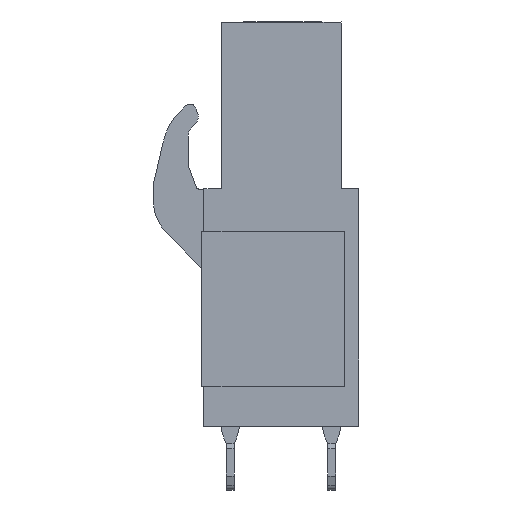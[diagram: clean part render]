
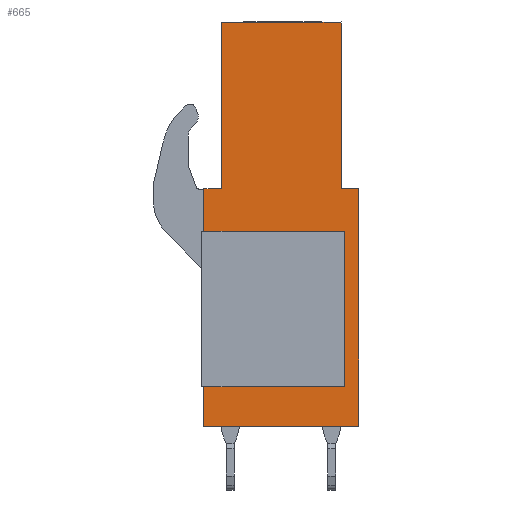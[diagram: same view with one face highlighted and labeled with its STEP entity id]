
A CAD part, left-side view. The second image highlights one B-rep face of the part: STEP entity #665.
In plain terms, the highlighted planar face has unit normal (-1, 0, 0).
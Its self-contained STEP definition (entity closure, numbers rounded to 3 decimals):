
#592=AXIS2_PLACEMENT_3D('Plane Axis2P3D',#589,#590,#591) ;
#36=CARTESIAN_POINT('Line Origine',(1.,3.875,23.45)) ;
#40=CARTESIAN_POINT('Vertex',(1.,0.875,23.45)) ;
#42=CARTESIAN_POINT('Vertex',(1.,6.875,23.45)) ;
#481=CARTESIAN_POINT('Vertex',(1.,7.75,3.2)) ;
#484=CARTESIAN_POINT('Line Origine',(1.,7.75,4.437)) ;
#488=CARTESIAN_POINT('Vertex',(1.,7.75,5.675)) ;
#495=CARTESIAN_POINT('Vertex',(1.,7.75,12.475)) ;
#498=CARTESIAN_POINT('Line Origine',(1.,7.75,13.787)) ;
#502=CARTESIAN_POINT('Vertex',(1.,7.75,15.1)) ;
#589=CARTESIAN_POINT('Axis2P3D Location',(1.,0.,0.)) ;
#594=CARTESIAN_POINT('Line Origine',(1.,4.225,12.475)) ;
#598=CARTESIAN_POINT('Vertex',(1.,0.7,12.475)) ;
#601=CARTESIAN_POINT('Line Origine',(1.,0.7,9.075)) ;
#605=CARTESIAN_POINT('Vertex',(1.,0.7,5.675)) ;
#608=CARTESIAN_POINT('Line Origine',(1.,4.225,5.675)) ;
#613=CARTESIAN_POINT('Line Origine',(1.,3.875,3.2)) ;
#617=CARTESIAN_POINT('Vertex',(1.,0.,3.2)) ;
#620=CARTESIAN_POINT('Line Origine',(1.,0.,9.15)) ;
#624=CARTESIAN_POINT('Vertex',(1.,0.,15.1)) ;
#627=CARTESIAN_POINT('Line Origine',(1.,0.438,15.1)) ;
#631=CARTESIAN_POINT('Vertex',(1.,0.875,15.1)) ;
#634=CARTESIAN_POINT('Line Origine',(1.,0.875,19.275)) ;
#639=CARTESIAN_POINT('Line Origine',(1.,6.875,19.275)) ;
#643=CARTESIAN_POINT('Vertex',(1.,6.875,15.1)) ;
#646=CARTESIAN_POINT('Line Origine',(1.,7.313,15.1)) ;
#37=DIRECTION('Vector Direction',(0.,1.,0.)) ;
#485=DIRECTION('Vector Direction',(0.,0.,1.)) ;
#499=DIRECTION('Vector Direction',(0.,0.,1.)) ;
#590=DIRECTION('Axis2P3D Direction',(1.,0.,0.)) ;
#591=DIRECTION('Axis2P3D XDirection',(0.,1.,0.)) ;
#595=DIRECTION('Vector Direction',(0.,-1.,0.)) ;
#602=DIRECTION('Vector Direction',(0.,0.,1.)) ;
#609=DIRECTION('Vector Direction',(0.,-1.,0.)) ;
#614=DIRECTION('Vector Direction',(0.,1.,0.)) ;
#621=DIRECTION('Vector Direction',(0.,0.,1.)) ;
#628=DIRECTION('Vector Direction',(0.,1.,0.)) ;
#635=DIRECTION('Vector Direction',(0.,0.,1.)) ;
#640=DIRECTION('Vector Direction',(0.,0.,1.)) ;
#647=DIRECTION('Vector Direction',(0.,-1.,0.)) ;
#38=VECTOR('Line Direction',#37,1.) ;
#486=VECTOR('Line Direction',#485,1.) ;
#500=VECTOR('Line Direction',#499,1.) ;
#596=VECTOR('Line Direction',#595,1.) ;
#603=VECTOR('Line Direction',#602,1.) ;
#610=VECTOR('Line Direction',#609,1.) ;
#615=VECTOR('Line Direction',#614,1.) ;
#622=VECTOR('Line Direction',#621,1.) ;
#629=VECTOR('Line Direction',#628,1.) ;
#636=VECTOR('Line Direction',#635,1.) ;
#641=VECTOR('Line Direction',#640,1.) ;
#648=VECTOR('Line Direction',#647,1.) ;
#652=ORIENTED_EDGE('',*,*,#600,.T.) ;
#653=ORIENTED_EDGE('',*,*,#607,.T.) ;
#654=ORIENTED_EDGE('',*,*,#612,.F.) ;
#655=ORIENTED_EDGE('',*,*,#490,.F.) ;
#656=ORIENTED_EDGE('',*,*,#619,.F.) ;
#657=ORIENTED_EDGE('',*,*,#626,.T.) ;
#658=ORIENTED_EDGE('',*,*,#633,.F.) ;
#659=ORIENTED_EDGE('',*,*,#638,.F.) ;
#660=ORIENTED_EDGE('',*,*,#44,.T.) ;
#661=ORIENTED_EDGE('',*,*,#645,.F.) ;
#662=ORIENTED_EDGE('',*,*,#650,.F.) ;
#663=ORIENTED_EDGE('',*,*,#504,.F.) ;
#665=ADVANCED_FACE('BLL5.08/21/180B 3.2SNOR 1682920000',(#664),#593,.F.) ;
#44=EDGE_CURVE('',#41,#43,#39,.T.) ;
#490=EDGE_CURVE('',#482,#489,#487,.T.) ;
#504=EDGE_CURVE('',#496,#503,#501,.T.) ;
#600=EDGE_CURVE('',#496,#599,#597,.T.) ;
#607=EDGE_CURVE('',#599,#606,#604,.F.) ;
#612=EDGE_CURVE('',#489,#606,#611,.T.) ;
#619=EDGE_CURVE('',#618,#482,#616,.T.) ;
#626=EDGE_CURVE('',#618,#625,#623,.T.) ;
#633=EDGE_CURVE('',#632,#625,#630,.F.) ;
#638=EDGE_CURVE('',#41,#632,#637,.F.) ;
#645=EDGE_CURVE('',#644,#43,#642,.T.) ;
#650=EDGE_CURVE('',#503,#644,#649,.T.) ;
#651=EDGE_LOOP('',(#652,#653,#654,#655,#656,#657,#658,#659,#660,#661,#662,#663)) ;
#664=FACE_OUTER_BOUND('',#651,.T.) ;
#39=LINE('Line',#36,#38) ;
#487=LINE('Line',#484,#486) ;
#501=LINE('Line',#498,#500) ;
#597=LINE('Line',#594,#596) ;
#604=LINE('Line',#601,#603) ;
#611=LINE('Line',#608,#610) ;
#616=LINE('Line',#613,#615) ;
#623=LINE('Line',#620,#622) ;
#630=LINE('Line',#627,#629) ;
#637=LINE('Line',#634,#636) ;
#642=LINE('Line',#639,#641) ;
#649=LINE('Line',#646,#648) ;
#593=PLANE('',#592) ;
#41=VERTEX_POINT('',#40) ;
#43=VERTEX_POINT('',#42) ;
#482=VERTEX_POINT('',#481) ;
#489=VERTEX_POINT('',#488) ;
#496=VERTEX_POINT('',#495) ;
#503=VERTEX_POINT('',#502) ;
#599=VERTEX_POINT('',#598) ;
#606=VERTEX_POINT('',#605) ;
#618=VERTEX_POINT('',#617) ;
#625=VERTEX_POINT('',#624) ;
#632=VERTEX_POINT('',#631) ;
#644=VERTEX_POINT('',#643) ;
